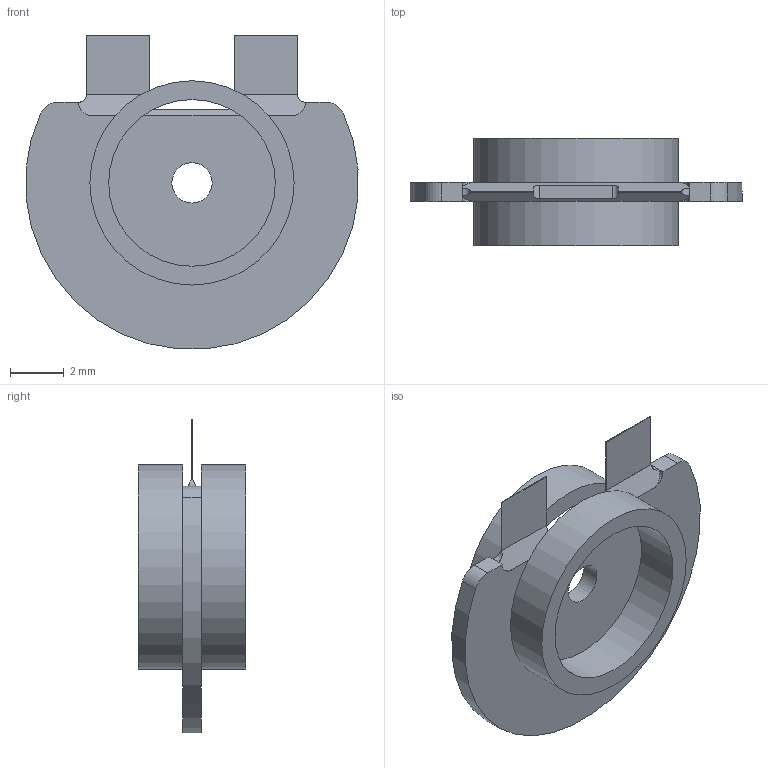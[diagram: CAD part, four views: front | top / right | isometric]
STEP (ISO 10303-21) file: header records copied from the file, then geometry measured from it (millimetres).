
FILE_DESCRIPTION(/* description */ (''),/* implementation_level */ '2;1');
FILE_NAME(/* name */ 'Accel_v1.stp',/* time_stamp */ '2021-10-16T10:06:59+03:00',/* author */ ('Dmitriam'),/* organization */ (''),/* preprocessor_version */ 'ST-DEVELOPER v17',/* originating_system */ 'Autodesk Inventor 2019',/* authorisation */ '');
FILE_SCHEMA (('AUTOMOTIVE_DESIGN { 1 0 10303 214 3 1 1 }'));
Length unit declared in the file: millimetre
Products named in the file (3): sborka; ChEl; Kat
Assembly tree (3 placements, depth 2):
  sborka
    ChEl
    Kat  x2
Bounding box: 12.36 x 4 x 11.68 mm (x, y, z)
Volume: 115.4 mm3; surface area: 440.5 mm2
Topology: 3 solids, 3 shells, 37 faces, 85 edges, 54 vertices
Faces by surface type: plane 21, cylinder 16
Full cylindrical faces by diameter (mm): 1.5 x1, 6.2 x2, 7.6 x2
Entity records: 1090 total; most frequent: DIRECTION 185, CARTESIAN_POINT 168, ORIENTED_EDGE 158, EDGE_CURVE 79, AXIS2_PLACEMENT_3D 67, LINE 51, VECTOR 51, VERTEX_POINT 50
